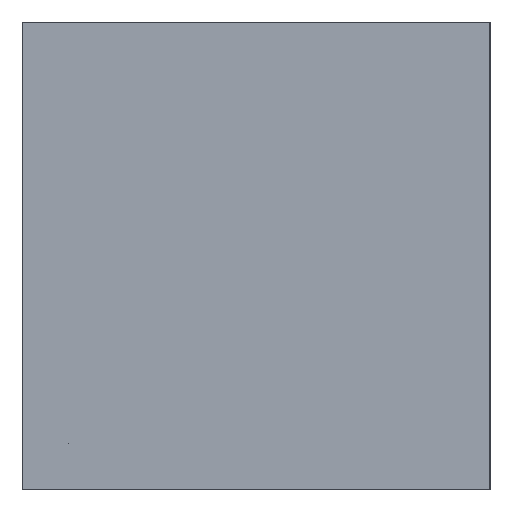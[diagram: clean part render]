
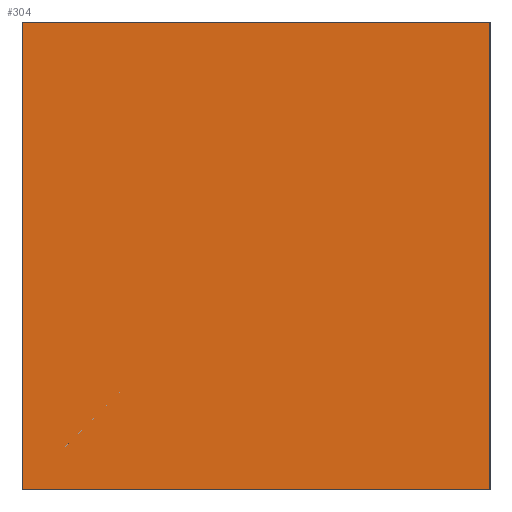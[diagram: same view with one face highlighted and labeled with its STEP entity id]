
A CAD part, left-side view. The second image highlights one B-rep face of the part: STEP entity #304.
In plain terms, the highlighted planar face has unit normal (-1, 0, 0).
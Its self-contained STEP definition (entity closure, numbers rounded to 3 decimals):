
#46=ORIENTED_EDGE('',*,*,#118,.T.);
#47=ORIENTED_EDGE('',*,*,#119,.F.);
#48=ORIENTED_EDGE('',*,*,#120,.F.);
#49=ORIENTED_EDGE('',*,*,#121,.T.);
#118=EDGE_CURVE('',#154,#155,#178,.T.);
#119=EDGE_CURVE('',#156,#155,#179,.T.);
#120=EDGE_CURVE('',#157,#156,#180,.T.);
#121=EDGE_CURVE('',#157,#154,#181,.T.);
#154=VERTEX_POINT('',#543);
#155=VERTEX_POINT('',#544);
#156=VERTEX_POINT('',#546);
#157=VERTEX_POINT('',#548);
#178=LINE('',#542,#214);
#179=LINE('',#545,#215);
#180=LINE('',#547,#216);
#181=LINE('',#549,#217);
#214=VECTOR('',#460,1000.);
#215=VECTOR('',#461,1000.);
#216=VECTOR('',#462,1000.);
#217=VECTOR('',#463,1000.);
#250=EDGE_LOOP('',(#46,#47,#48,#49));
#268=FACE_BOUND('',#250,.T.);
#286=PLANE('',#433);
#304=ADVANCED_FACE('',(#268),#286,.F.);
#433=AXIS2_PLACEMENT_3D('',#541,#458,#459);
#458=DIRECTION('',(1.,0.,0.));
#459=DIRECTION('',(0.,0.,-1.));
#460=DIRECTION('',(0.,0.,-1.));
#461=DIRECTION('',(0.,1.,0.));
#462=DIRECTION('',(0.,0.,-1.));
#463=DIRECTION('',(0.,1.,0.));
#541=CARTESIAN_POINT('',(-0.9,-0.5,0.5));
#542=CARTESIAN_POINT('',(-0.9,0.5,0.5));
#543=CARTESIAN_POINT('',(-0.9,0.5,0.5));
#544=CARTESIAN_POINT('',(-0.9,0.5,-0.5));
#545=CARTESIAN_POINT('',(-0.9,-0.5,-0.5));
#546=CARTESIAN_POINT('',(-0.9,-0.5,-0.5));
#547=CARTESIAN_POINT('',(-0.9,-0.5,0.5));
#548=CARTESIAN_POINT('',(-0.9,-0.5,0.5));
#549=CARTESIAN_POINT('',(-0.9,-0.5,0.5));
